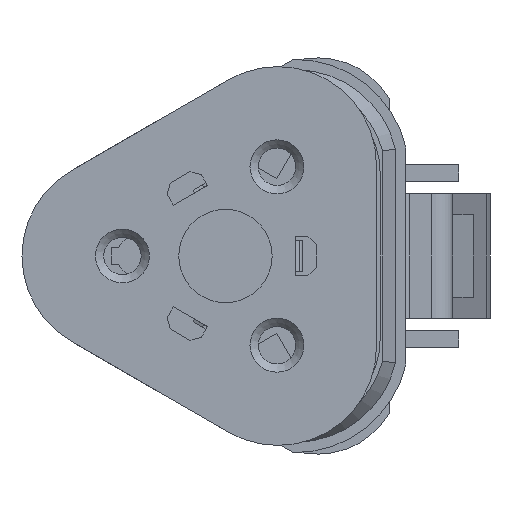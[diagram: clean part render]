
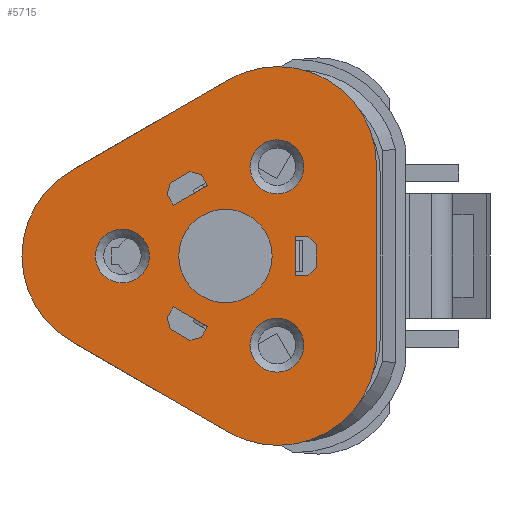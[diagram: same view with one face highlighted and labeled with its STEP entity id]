
A CAD part, left-side view. The second image highlights one B-rep face of the part: STEP entity #5715.
In plain terms, the highlighted face is planar.
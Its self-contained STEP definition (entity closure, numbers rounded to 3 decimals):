
#162=CIRCLE('',#6126,4.75);
#163=CIRCLE('',#6129,4.75);
#164=CIRCLE('',#6132,4.75);
#165=CIRCLE('',#6134,2.25);
#166=CIRCLE('',#6135,1.3);
#167=CIRCLE('',#6136,1.3);
#168=CIRCLE('',#6137,1.3);
#649=ORIENTED_EDGE('',*,*,#2241,.F.);
#650=ORIENTED_EDGE('',*,*,#2175,.F.);
#651=ORIENTED_EDGE('',*,*,#2242,.F.);
#652=ORIENTED_EDGE('',*,*,#2243,.F.);
#653=ORIENTED_EDGE('',*,*,#2244,.F.);
#654=ORIENTED_EDGE('',*,*,#2245,.F.);
#655=ORIENTED_EDGE('',*,*,#2246,.F.);
#656=ORIENTED_EDGE('',*,*,#2247,.F.);
#657=ORIENTED_EDGE('',*,*,#2248,.F.);
#658=ORIENTED_EDGE('',*,*,#2137,.F.);
#659=ORIENTED_EDGE('',*,*,#2249,.F.);
#660=ORIENTED_EDGE('',*,*,#2250,.F.);
#661=ORIENTED_EDGE('',*,*,#2251,.F.);
#662=ORIENTED_EDGE('',*,*,#2252,.F.);
#663=ORIENTED_EDGE('',*,*,#2253,.F.);
#664=ORIENTED_EDGE('',*,*,#2254,.F.);
#665=ORIENTED_EDGE('',*,*,#2255,.F.);
#666=ORIENTED_EDGE('',*,*,#2212,.F.);
#667=ORIENTED_EDGE('',*,*,#2256,.T.);
#668=ORIENTED_EDGE('',*,*,#2257,.F.);
#669=ORIENTED_EDGE('',*,*,#2258,.F.);
#670=ORIENTED_EDGE('',*,*,#2259,.F.);
#671=ORIENTED_EDGE('',*,*,#2050,.F.);
#672=ORIENTED_EDGE('',*,*,#2240,.F.);
#673=ORIENTED_EDGE('',*,*,#2238,.F.);
#674=ORIENTED_EDGE('',*,*,#2236,.F.);
#675=ORIENTED_EDGE('',*,*,#2234,.F.);
#676=ORIENTED_EDGE('',*,*,#2232,.F.);
#2050=EDGE_CURVE('',#2887,#2888,#3446,.T.);
#2137=EDGE_CURVE('',#2966,#2967,#3519,.T.);
#2175=EDGE_CURVE('',#2989,#2990,#3550,.T.);
#2212=EDGE_CURVE('',#3010,#3011,#3581,.T.);
#2232=EDGE_CURVE('',#2888,#3021,#162,.T.);
#2234=EDGE_CURVE('',#3021,#3022,#3596,.T.);
#2236=EDGE_CURVE('',#3022,#3023,#163,.T.);
#2238=EDGE_CURVE('',#3023,#3024,#3599,.T.);
#2240=EDGE_CURVE('',#3024,#2887,#164,.T.);
#2241=EDGE_CURVE('',#2990,#3025,#3601,.T.);
#2242=EDGE_CURVE('',#3026,#2989,#3602,.T.);
#2243=EDGE_CURVE('',#3027,#3026,#3603,.T.);
#2244=EDGE_CURVE('',#3028,#3027,#3604,.T.);
#2245=EDGE_CURVE('',#3025,#3028,#3605,.T.);
#2246=EDGE_CURVE('',#3029,#3030,#3606,.T.);
#2247=EDGE_CURVE('',#3031,#3029,#3607,.T.);
#2248=EDGE_CURVE('',#2967,#3031,#3608,.T.);
#2249=EDGE_CURVE('',#3032,#2966,#3609,.T.);
#2250=EDGE_CURVE('',#3030,#3032,#3610,.T.);
#2251=EDGE_CURVE('',#3033,#3010,#3611,.T.);
#2252=EDGE_CURVE('',#3034,#3033,#3612,.T.);
#2253=EDGE_CURVE('',#3035,#3034,#3613,.T.);
#2254=EDGE_CURVE('',#3036,#3035,#3614,.T.);
#2255=EDGE_CURVE('',#3011,#3036,#3615,.T.);
#2256=EDGE_CURVE('',#3037,#3037,#165,.T.);
#2257=EDGE_CURVE('',#3038,#3038,#166,.T.);
#2258=EDGE_CURVE('',#3039,#3039,#167,.T.);
#2259=EDGE_CURVE('',#3040,#3040,#168,.T.);
#2887=VERTEX_POINT('',#8274);
#2888=VERTEX_POINT('',#8276);
#2966=VERTEX_POINT('',#8448);
#2967=VERTEX_POINT('',#8450);
#2989=VERTEX_POINT('',#8517);
#2990=VERTEX_POINT('',#8519);
#3010=VERTEX_POINT('',#8585);
#3011=VERTEX_POINT('',#8587);
#3021=VERTEX_POINT('',#8627);
#3022=VERTEX_POINT('',#8631);
#3023=VERTEX_POINT('',#8635);
#3024=VERTEX_POINT('',#8639);
#3025=VERTEX_POINT('',#8645);
#3026=VERTEX_POINT('',#8647);
#3027=VERTEX_POINT('',#8649);
#3028=VERTEX_POINT('',#8651);
#3029=VERTEX_POINT('',#8654);
#3030=VERTEX_POINT('',#8655);
#3031=VERTEX_POINT('',#8657);
#3032=VERTEX_POINT('',#8660);
#3033=VERTEX_POINT('',#8663);
#3034=VERTEX_POINT('',#8665);
#3035=VERTEX_POINT('',#8667);
#3036=VERTEX_POINT('',#8669);
#3037=VERTEX_POINT('',#8672);
#3038=VERTEX_POINT('',#8674);
#3039=VERTEX_POINT('',#8676);
#3040=VERTEX_POINT('',#8678);
#3446=LINE('',#8275,#4103);
#3519=LINE('',#8449,#4176);
#3550=LINE('',#8518,#4207);
#3581=LINE('',#8586,#4238);
#3596=LINE('',#8630,#4253);
#3599=LINE('',#8638,#4256);
#3601=LINE('',#8644,#4258);
#3602=LINE('',#8646,#4259);
#3603=LINE('',#8648,#4260);
#3604=LINE('',#8650,#4261);
#3605=LINE('',#8652,#4262);
#3606=LINE('',#8653,#4263);
#3607=LINE('',#8656,#4264);
#3608=LINE('',#8658,#4265);
#3609=LINE('',#8659,#4266);
#3610=LINE('',#8661,#4267);
#3611=LINE('',#8662,#4268);
#3612=LINE('',#8664,#4269);
#3613=LINE('',#8666,#4270);
#3614=LINE('',#8668,#4271);
#3615=LINE('',#8670,#4272);
#4103=VECTOR('',#6605,1000.);
#4176=VECTOR('',#6722,1000.);
#4207=VECTOR('',#6783,1000.);
#4238=VECTOR('',#6846,1000.);
#4253=VECTOR('',#6897,1000.);
#4256=VECTOR('',#6906,1000.);
#4258=VECTOR('',#6914,1000.);
#4259=VECTOR('',#6915,1000.);
#4260=VECTOR('',#6916,1000.);
#4261=VECTOR('',#6917,1000.);
#4262=VECTOR('',#6918,1000.);
#4263=VECTOR('',#6919,1000.);
#4264=VECTOR('',#6920,1000.);
#4265=VECTOR('',#6921,1000.);
#4266=VECTOR('',#6922,1000.);
#4267=VECTOR('',#6923,1000.);
#4268=VECTOR('',#6924,1000.);
#4269=VECTOR('',#6925,1000.);
#4270=VECTOR('',#6926,1000.);
#4271=VECTOR('',#6927,1000.);
#4272=VECTOR('',#6928,1000.);
#4784=EDGE_LOOP('',(#649,#650,#651,#652,#653,#654));
#4785=EDGE_LOOP('',(#655,#656,#657,#658,#659,#660));
#4786=EDGE_LOOP('',(#661,#662,#663,#664,#665,#666));
#4787=EDGE_LOOP('',(#667));
#4788=EDGE_LOOP('',(#668));
#4789=EDGE_LOOP('',(#669));
#4790=EDGE_LOOP('',(#670));
#4791=EDGE_LOOP('',(#671,#672,#673,#674,#675,#676));
#5141=FACE_BOUND('',#4784,.T.);
#5142=FACE_BOUND('',#4785,.T.);
#5143=FACE_BOUND('',#4786,.T.);
#5144=FACE_BOUND('',#4787,.T.);
#5145=FACE_BOUND('',#4788,.T.);
#5146=FACE_BOUND('',#4789,.T.);
#5147=FACE_BOUND('',#4790,.T.);
#5148=FACE_BOUND('',#4791,.T.);
#5486=PLANE('',#6133);
#5715=ADVANCED_FACE('',(#5141,#5142,#5143,#5144,#5145,#5146,#5147,#5148),
#5486,.F.);
#6126=AXIS2_PLACEMENT_3D('',#8626,#6892,#6893);
#6129=AXIS2_PLACEMENT_3D('',#8634,#6901,#6902);
#6132=AXIS2_PLACEMENT_3D('',#8642,#6910,#6911);
#6133=AXIS2_PLACEMENT_3D('',#8643,#6912,#6913);
#6134=AXIS2_PLACEMENT_3D('',#8671,#6929,#6930);
#6135=AXIS2_PLACEMENT_3D('',#8673,#6931,#6932);
#6136=AXIS2_PLACEMENT_3D('',#8675,#6933,#6934);
#6137=AXIS2_PLACEMENT_3D('',#8677,#6935,#6936);
#6605=DIRECTION('',(0.,0.,-1.));
#6722=DIRECTION('',(0.,0.866,0.5));
#6783=DIRECTION('',(0.,-0.866,0.5));
#6846=DIRECTION('',(0.,0.,-1.));
#6892=DIRECTION('',(-1.,0.,0.));
#6893=DIRECTION('',(0.,0.,1.));
#6897=DIRECTION('',(0.,-0.866,0.5));
#6901=DIRECTION('',(-1.,0.,0.));
#6902=DIRECTION('',(0.,0.,1.));
#6906=DIRECTION('',(0.,0.866,0.5));
#6910=DIRECTION('',(-1.,0.,0.));
#6911=DIRECTION('',(0.,0.,1.));
#6912=DIRECTION('',(-1.,0.,0.));
#6913=DIRECTION('',(0.,0.,1.));
#6914=DIRECTION('',(0.,-0.5,-0.866));
#6915=DIRECTION('',(0.,0.5,0.866));
#6916=DIRECTION('',(0.,0.966,0.259));
#6917=DIRECTION('',(0.,0.866,-0.5));
#6918=DIRECTION('',(0.,0.259,-0.966));
#6919=DIRECTION('',(0.,-0.866,-0.5));
#6920=DIRECTION('',(0.,-0.966,0.259));
#6921=DIRECTION('',(0.,-0.5,0.866));
#6922=DIRECTION('',(0.,0.5,-0.866));
#6923=DIRECTION('',(0.,-0.259,-0.966));
#6924=DIRECTION('',(0.,-1.,0.));
#6925=DIRECTION('',(0.,-0.707,0.707));
#6926=DIRECTION('',(0.,0.,1.));
#6927=DIRECTION('',(0.,0.707,0.707));
#6928=DIRECTION('',(0.,1.,0.));
#6929=DIRECTION('',(-1.,0.,0.));
#6930=DIRECTION('',(0.,0.,1.));
#6931=DIRECTION('',(1.,0.,0.));
#6932=DIRECTION('',(0.,0.,-1.));
#6933=DIRECTION('',(1.,0.,0.));
#6934=DIRECTION('',(0.,0.,-1.));
#6935=DIRECTION('',(1.,0.,0.));
#6936=DIRECTION('',(0.,0.,-1.));
#8274=CARTESIAN_POINT('',(0.,7.278,4.378));
#8275=CARTESIAN_POINT('',(0.,7.278,4.378));
#8276=CARTESIAN_POINT('',(0.,7.278,-4.378));
#8448=CARTESIAN_POINT('',(0.,-2.51,2.448));
#8449=CARTESIAN_POINT('',(0.,-2.51,2.448));
#8450=CARTESIAN_POINT('',(0.,-0.865,3.398));
#8517=CARTESIAN_POINT('',(0.,-0.865,-3.398));
#8518=CARTESIAN_POINT('',(0.,-0.865,-3.398));
#8519=CARTESIAN_POINT('',(0.,-2.51,-2.448));
#8585=CARTESIAN_POINT('',(0.,3.375,0.95));
#8586=CARTESIAN_POINT('',(0.,3.375,0.95));
#8587=CARTESIAN_POINT('',(0.,3.375,-0.95));
#8626=CARTESIAN_POINT('',(0.,2.528,-4.378));
#8627=CARTESIAN_POINT('',(0.,0.153,-8.492));
#8630=CARTESIAN_POINT('',(0.,0.153,-8.492));
#8631=CARTESIAN_POINT('',(0.,-7.43,-4.114));
#8634=CARTESIAN_POINT('',(0.,-5.055,0.));
#8635=CARTESIAN_POINT('',(0.,-7.43,4.114));
#8638=CARTESIAN_POINT('',(0.,-7.43,4.114));
#8639=CARTESIAN_POINT('',(0.,0.153,8.492));
#8642=CARTESIAN_POINT('',(0.,2.528,4.378));
#8643=CARTESIAN_POINT('',(0.,2.528,-4.378));
#8644=CARTESIAN_POINT('',(0.,-2.51,-2.448));
#8645=CARTESIAN_POINT('',(0.,-2.81,-2.967));
#8646=CARTESIAN_POINT('',(0.,-1.165,-3.917));
#8647=CARTESIAN_POINT('',(0.,-1.165,-3.917));
#8648=CARTESIAN_POINT('',(0.,-1.711,-4.064));
#8649=CARTESIAN_POINT('',(0.,-1.711,-4.064));
#8650=CARTESIAN_POINT('',(0.,-2.664,-3.514));
#8651=CARTESIAN_POINT('',(0.,-2.664,-3.514));
#8652=CARTESIAN_POINT('',(0.,-2.81,-2.967));
#8653=CARTESIAN_POINT('',(0.,-1.711,4.064));
#8654=CARTESIAN_POINT('',(0.,-1.711,4.064));
#8655=CARTESIAN_POINT('',(0.,-2.664,3.514));
#8656=CARTESIAN_POINT('',(0.,-1.165,3.917));
#8657=CARTESIAN_POINT('',(0.,-1.165,3.917));
#8658=CARTESIAN_POINT('',(0.,-0.865,3.398));
#8659=CARTESIAN_POINT('',(0.,-2.81,2.967));
#8660=CARTESIAN_POINT('',(0.,-2.81,2.967));
#8661=CARTESIAN_POINT('',(0.,-2.664,3.514));
#8662=CARTESIAN_POINT('',(0.,3.975,0.95));
#8663=CARTESIAN_POINT('',(0.,3.975,0.95));
#8664=CARTESIAN_POINT('',(0.,4.375,0.55));
#8665=CARTESIAN_POINT('',(0.,4.375,0.55));
#8666=CARTESIAN_POINT('',(0.,4.375,-0.55));
#8667=CARTESIAN_POINT('',(0.,4.375,-0.55));
#8668=CARTESIAN_POINT('',(0.,3.975,-0.95));
#8669=CARTESIAN_POINT('',(0.,3.975,-0.95));
#8670=CARTESIAN_POINT('',(0.,3.375,-0.95));
#8671=CARTESIAN_POINT('',(0.,0.,0.));
#8672=CARTESIAN_POINT('',(0.,0.,2.25));
#8673=CARTESIAN_POINT('',(0.,2.483,4.3));
#8674=CARTESIAN_POINT('',(0.,2.483,3.));
#8675=CARTESIAN_POINT('',(0.,2.483,-4.3));
#8676=CARTESIAN_POINT('',(0.,2.483,-5.6));
#8677=CARTESIAN_POINT('',(0.,-4.965,0.));
#8678=CARTESIAN_POINT('',(0.,-4.965,-1.3));
